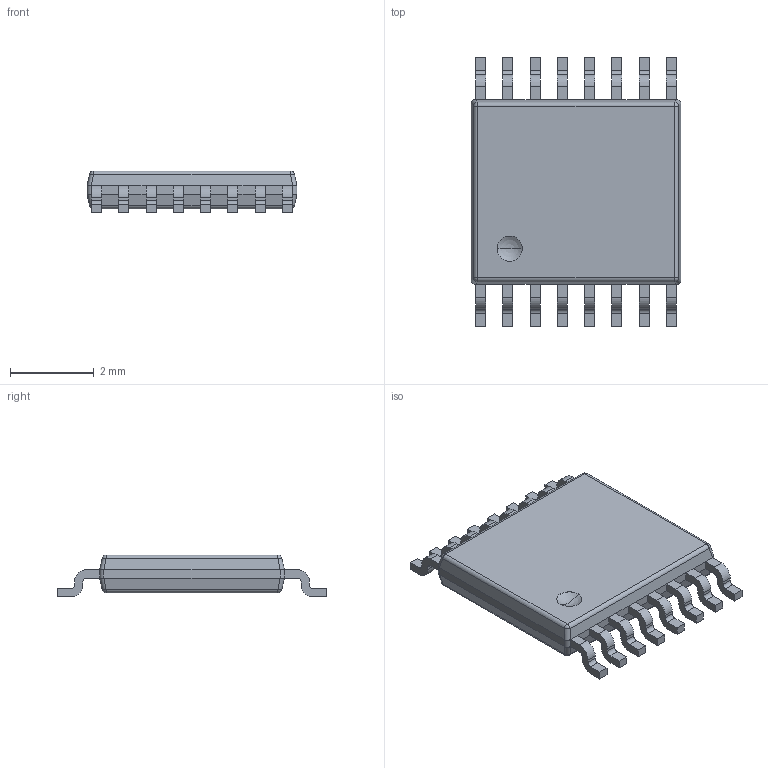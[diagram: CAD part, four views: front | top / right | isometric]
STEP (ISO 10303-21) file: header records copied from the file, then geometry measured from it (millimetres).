
FILE_DESCRIPTION((''),'2;1');
FILE_NAME('PW-16_TI','2010-10-20T',('Simon'),(''),'PRO/ENGINEER BY PARAMETRIC TECHNOLOGY CORPORATION, 2008400','PRO/ENGINEER BY PARAMETRIC TECHNOLOGY CORPORATION, 2008400','');
FILE_SCHEMA(('AUTOMOTIVE_DESIGN_CC2 { 1 2 10303 214 -1 1 5 2 }'));
Length unit declared in the file: millimetre
Products named in the file (1): PW-16_TI
Bounding box: 5 x 6.4 x 1 mm (x, y, z)
Volume: 20.2 mm3; surface area: 75.3 mm2
Topology: 1 solids, 1 shells, 270 faces, 722 edges, 445 vertices
Faces by surface type: plane 174, cylinder 86, sphere 10
Entity records: 11192 total; most frequent: CARTESIAN_POINT 1527, ORIENTED_EDGE 1424, DIRECTION 1386, PRESENTATION_STYLE_ASSIGNMENT 775, STYLED_ITEM 713, CURVE_STYLE 712, EDGE_CURVE 712, VECTOR 530
